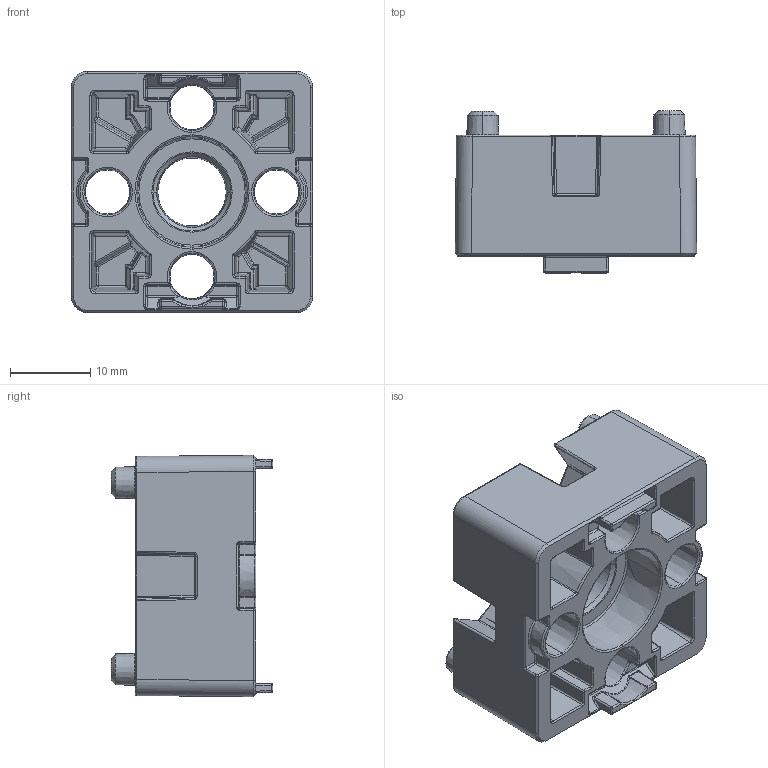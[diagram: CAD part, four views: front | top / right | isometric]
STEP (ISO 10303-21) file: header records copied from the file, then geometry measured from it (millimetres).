
FILE_DESCRIPTION (( 'STEP AP214' ), '1' );
FILE_NAME ('099EA30300808R.STEP', '2016-02-10T14:46:49', ( '' ), ( '' ), 'SwSTEP 2.0', 'SolidWorks 2016', '' );
FILE_SCHEMA (( 'AUTOMOTIVE_DESIGN' ));
Length unit declared in the file: millimetre
Products named in the file (1): 099EA30300808R
Bounding box: 29.99 x 20.1 x 29.99 mm (x, y, z)
Volume: 7569 mm3; surface area: 5909.3 mm2
Topology: 1 solids, 1 shells, 897 faces, 2146 edges, 1128 vertices
Faces by surface type: cylinder 328, bspline 214, plane 145, sphere 108, torus 68, cone 34
Entity records: 28128 total; most frequent: CARTESIAN_POINT 9913, ORIENTED_EDGE 4036, DIRECTION 3654, EDGE_CURVE 2018, AXIS2_PLACEMENT_3D 1467, VERTEX_POINT 1128, EDGE_LOOP 912, FACE_OUTER_BOUND 897
